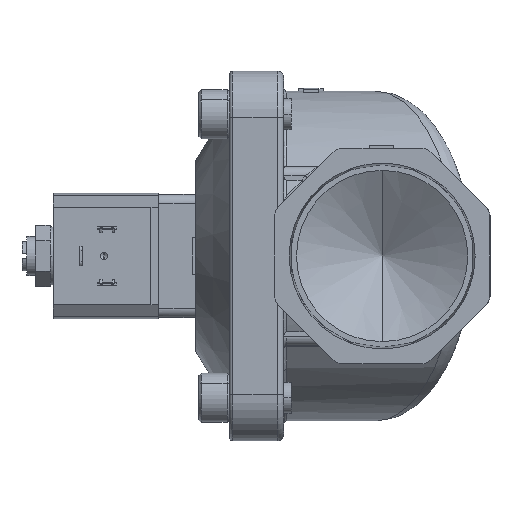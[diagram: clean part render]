
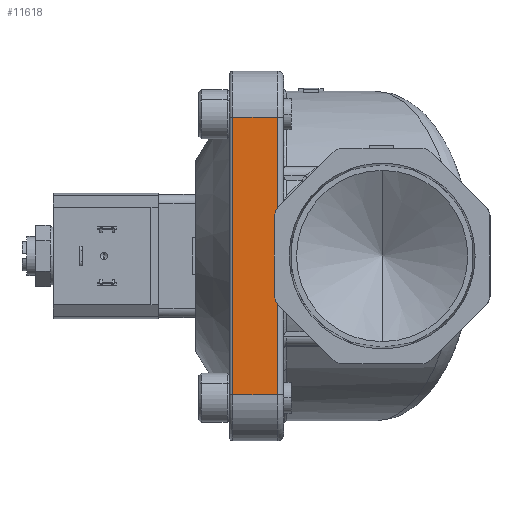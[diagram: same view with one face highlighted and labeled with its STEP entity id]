
A CAD part, left-side view. The second image highlights one B-rep face of the part: STEP entity #11618.
In plain terms, the highlighted planar face has unit normal (-1, 0, 0).
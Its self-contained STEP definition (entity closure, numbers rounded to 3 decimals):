
#52 = LINE ( 'NONE', #11952, #9091 ) ;
#99 = DIRECTION ( 'NONE',  ( -1., 0., 0. ) ) ;
#515 = VECTOR ( 'NONE', #15749, 1000. ) ;
#546 = VECTOR ( 'NONE', #4343, 1000. ) ;
#848 = CARTESIAN_POINT ( 'NONE',  ( -60., 8., 0. ) ) ;
#1170 = VECTOR ( 'NONE', #1331, 1000. ) ;
#1241 = VECTOR ( 'NONE', #14362, 1000. ) ;
#1292 = LINE ( 'NONE', #12050, #8937 ) ;
#1331 = DIRECTION ( 'NONE',  ( 0., 0., -1. ) ) ;
#1705 = CARTESIAN_POINT ( 'NONE',  ( -60., -8.5, -45. ) ) ;
#2001 = AXIS2_PLACEMENT_3D ( 'NONE', #9433, #99, #7122 ) ;
#2654 = CARTESIAN_POINT ( 'NONE',  ( -60., -6.5, 60. ) ) ;
#2687 = EDGE_CURVE ( 'NONE', #8251, #11069, #14444, .T. ) ;
#3014 = EDGE_CURVE ( 'NONE', #6728, #16336, #52, .T. ) ;
#3446 = VERTEX_POINT ( 'NONE', #6003 ) ;
#3600 = CARTESIAN_POINT ( 'NONE',  ( -60., -5.5, -14.497 ) ) ;
#4012 = ORIENTED_EDGE ( 'NONE', *, *, #4550, .F. ) ;
#4343 = DIRECTION ( 'NONE',  ( 0., -1., 0. ) ) ;
#4550 = EDGE_CURVE ( 'NONE', #16336, #3446, #14740, .T. ) ;
#4961 = VERTEX_POINT ( 'NONE', #16686 ) ;
#5067 = LINE ( 'NONE', #848, #515 ) ;
#5117 = ORIENTED_EDGE ( 'NONE', *, *, #2687, .T. ) ;
#6003 = CARTESIAN_POINT ( 'NONE',  ( -60., -6.5, 15.426 ) ) ;
#6369 = CARTESIAN_POINT ( 'NONE',  ( -60., -10.5, 12.426 ) ) ;
#6720 = CARTESIAN_POINT ( 'NONE',  ( -60., -5.5, -12.426 ) ) ;
#6728 = VERTEX_POINT ( 'NONE', #8946 ) ;
#6788 = PLANE ( 'NONE',  #2001 ) ;
#6882 = EDGE_CURVE ( 'NONE', #8251, #9478, #8260, .T. ) ;
#7064 = LINE ( 'NONE', #1705, #546 ) ;
#7092 = ORIENTED_EDGE ( 'NONE', *, *, #3014, .F. ) ;
#7122 = DIRECTION ( 'NONE',  ( 0., 0., 1. ) ) ;
#7291 = ORIENTED_EDGE ( 'NONE', *, *, #10155, .T. ) ;
#7626 = DIRECTION ( 'NONE',  ( -1., 0., 0. ) ) ;
#7796 = DIRECTION ( 'NONE',  ( 0., 0., 1. ) ) ;
#8251 = VERTEX_POINT ( 'NONE', #6720 ) ;
#8260 = CIRCLE ( 'NONE', #11937, 5. ) ;
#8326 = VERTEX_POINT ( 'NONE', #13826 ) ;
#8526 = CARTESIAN_POINT ( 'NONE',  ( -60., -5.5, 12.426 ) ) ;
#8937 = VECTOR ( 'NONE', #7796, 1000. ) ;
#8946 = CARTESIAN_POINT ( 'NONE',  ( -60., 8., 45. ) ) ;
#9004 = EDGE_CURVE ( 'NONE', #3446, #11069, #13498, .T. ) ;
#9091 = VECTOR ( 'NONE', #13193, 1000. ) ;
#9386 = CARTESIAN_POINT ( 'NONE',  ( -60., -10.5, -12.426 ) ) ;
#9396 = EDGE_CURVE ( 'NONE', #4961, #6728, #5067, .T. ) ;
#9433 = CARTESIAN_POINT ( 'NONE',  ( -60., -8.5, 60. ) ) ;
#9478 = VERTEX_POINT ( 'NONE', #10358 ) ;
#10150 = ORIENTED_EDGE ( 'NONE', *, *, #9004, .F. ) ;
#10155 = EDGE_CURVE ( 'NONE', #4961, #8326, #7064, .T. ) ;
#10358 = CARTESIAN_POINT ( 'NONE',  ( -60., -6.5, -15.426 ) ) ;
#10422 = ORIENTED_EDGE ( 'NONE', *, *, #13680, .T. ) ;
#11069 = VERTEX_POINT ( 'NONE', #8526 ) ;
#11618 = ADVANCED_FACE ( 'NONE', ( #14916 ), #6788, .T. ) ;
#11697 = DIRECTION ( 'NONE',  ( 0., 0., 1. ) ) ;
#11857 = DIRECTION ( 'NONE',  ( 0., 0., 1. ) ) ;
#11937 = AXIS2_PLACEMENT_3D ( 'NONE', #9386, #7626, #11697 ) ;
#11952 = CARTESIAN_POINT ( 'NONE',  ( -60., -8.5, 45. ) ) ;
#12050 = CARTESIAN_POINT ( 'NONE',  ( -60., -6.5, 60. ) ) ;
#12889 = EDGE_LOOP ( 'NONE', ( #7092, #15336, #7291, #10422, #16194, #5117, #10150, #4012 ) ) ;
#13193 = DIRECTION ( 'NONE',  ( 0., -1., 0. ) ) ;
#13498 = CIRCLE ( 'NONE', #17419, 5. ) ;
#13680 = EDGE_CURVE ( 'NONE', #8326, #9478, #1292, .T. ) ;
#13826 = CARTESIAN_POINT ( 'NONE',  ( -60., -6.5, -45. ) ) ;
#14362 = DIRECTION ( 'NONE',  ( 0., 0., 1. ) ) ;
#14416 = CARTESIAN_POINT ( 'NONE',  ( -60., -6.5, 45. ) ) ;
#14444 = LINE ( 'NONE', #3600, #1241 ) ;
#14740 = LINE ( 'NONE', #2654, #1170 ) ;
#14916 = FACE_OUTER_BOUND ( 'NONE', #12889, .T. ) ;
#15336 = ORIENTED_EDGE ( 'NONE', *, *, #9396, .F. ) ;
#15649 = DIRECTION ( 'NONE',  ( -1., 0., 0. ) ) ;
#15749 = DIRECTION ( 'NONE',  ( 0., 0., 1. ) ) ;
#16194 = ORIENTED_EDGE ( 'NONE', *, *, #6882, .F. ) ;
#16336 = VERTEX_POINT ( 'NONE', #14416 ) ;
#16686 = CARTESIAN_POINT ( 'NONE',  ( -60., 8., -45. ) ) ;
#17419 = AXIS2_PLACEMENT_3D ( 'NONE', #6369, #15649, #11857 ) ;
